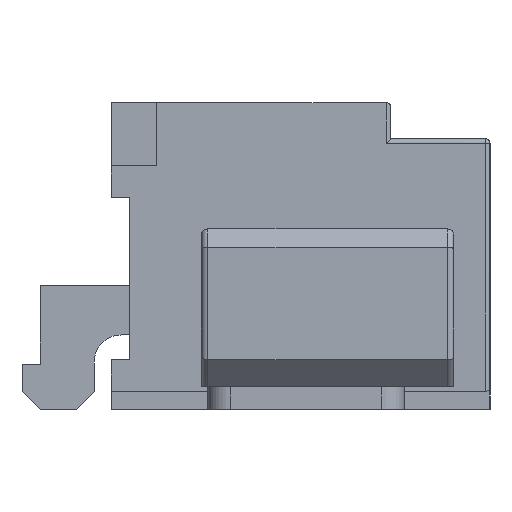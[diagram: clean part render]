
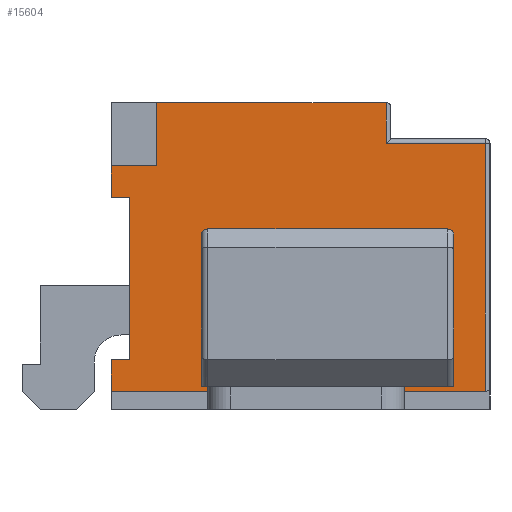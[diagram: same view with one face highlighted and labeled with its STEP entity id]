
A CAD part, left-side view. The second image highlights one B-rep face of the part: STEP entity #15604.
In plain terms, the highlighted planar face has unit normal (-1, 0, 0).
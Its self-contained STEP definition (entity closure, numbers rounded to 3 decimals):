
#4 = EDGE_LOOP ( 'NONE', ( #39764, #29383, #14754, #28097, #7876, #22751, #9597, #24625, #22966, #12024, #12296, #1379 ) ) ;
#94 = LINE ( 'NONE', #24391, #3963 ) ;
#341 = VERTEX_POINT ( 'NONE', #9070 ) ;
#356 = CARTESIAN_POINT ( 'NONE',  ( -10.25, -3.345, 0.2 ) ) ;
#1074 = DIRECTION ( 'NONE',  ( 0., 0., 1. ) ) ;
#1344 = EDGE_CURVE ( 'NONE', #21785, #30637, #23172, .T. ) ;
#1379 = ORIENTED_EDGE ( 'NONE', *, *, #23210, .F. ) ;
#1504 = CARTESIAN_POINT ( 'NONE',  ( -10.25, 0.805, 0.55 ) ) ;
#2602 = VECTOR ( 'NONE', #40303, 1000. ) ;
#2936 = VECTOR ( 'NONE', #1074, 1000. ) ;
#3252 = VECTOR ( 'NONE', #16843, 1000. ) ;
#3833 = VERTEX_POINT ( 'NONE', #17112 ) ;
#3963 = VECTOR ( 'NONE', #37040, 1000. ) ;
#4027 = CARTESIAN_POINT ( 'NONE',  ( -10.25, -3.345, 3.4 ) ) ;
#4218 = LINE ( 'NONE', #25610, #39808 ) ;
#4840 = CARTESIAN_POINT ( 'NONE',  ( -10.25, 0.805, 2.7 ) ) ;
#5163 = VECTOR ( 'NONE', #35110, 1000. ) ;
#5350 = VECTOR ( 'NONE', #34669, 1000. ) ;
#5462 = LINE ( 'NONE', #40043, #2602 ) ;
#5562 = VECTOR ( 'NONE', #5953, 1000. ) ;
#5953 = DIRECTION ( 'NONE',  ( 0., 0., -1. ) ) ;
#6216 = CARTESIAN_POINT ( 'NONE',  ( -10.25, 0.605, 2.35 ) ) ;
#6429 = EDGE_CURVE ( 'NONE', #6532, #21785, #94, .T. ) ;
#6532 = VERTEX_POINT ( 'NONE', #13606 ) ;
#6596 = VERTEX_POINT ( 'NONE', #32012 ) ;
#6963 = EDGE_CURVE ( 'NONE', #14426, #6596, #26307, .T. ) ;
#7381 = PLANE ( 'NONE',  #20822 ) ;
#7531 = DIRECTION ( 'NONE',  ( 1., 0., 0. ) ) ;
#7876 = ORIENTED_EDGE ( 'NONE', *, *, #6963, .T. ) ;
#9049 = LINE ( 'NONE', #25959, #3252 ) ;
#9070 = CARTESIAN_POINT ( 'NONE',  ( -10.25, -2.245, 2.95 ) ) ;
#9271 = DIRECTION ( 'NONE',  ( 0., 1., 0. ) ) ;
#9461 = LINE ( 'NONE', #30974, #16353 ) ;
#9597 = ORIENTED_EDGE ( 'NONE', *, *, #30172, .T. ) ;
#10327 = EDGE_CURVE ( 'NONE', #14426, #30637, #39723, .T. ) ;
#10822 = VERTEX_POINT ( 'NONE', #24387 ) ;
#12024 = ORIENTED_EDGE ( 'NONE', *, *, #27563, .T. ) ;
#12292 = DIRECTION ( 'NONE',  ( 0., 0., 1. ) ) ;
#12296 = ORIENTED_EDGE ( 'NONE', *, *, #39244, .T. ) ;
#13606 = CARTESIAN_POINT ( 'NONE',  ( -10.25, 0.605, 0.55 ) ) ;
#14170 = VERTEX_POINT ( 'NONE', #4840 ) ;
#14426 = VERTEX_POINT ( 'NONE', #356 ) ;
#14754 = ORIENTED_EDGE ( 'NONE', *, *, #1344, .T. ) ;
#15604 = ADVANCED_FACE ( 'NONE', ( #16404 ), #7381, .F. ) ;
#15697 = CARTESIAN_POINT ( 'NONE',  ( -10.25, 0.805, 0.2 ) ) ;
#16353 = VECTOR ( 'NONE', #12292, 1000. ) ;
#16404 = FACE_OUTER_BOUND ( 'NONE', #4, .T. ) ;
#16843 = DIRECTION ( 'NONE',  ( 0., -1., 0. ) ) ;
#17004 = CARTESIAN_POINT ( 'NONE',  ( -10.25, 0.805, 3.4 ) ) ;
#17112 = CARTESIAN_POINT ( 'NONE',  ( -10.25, -2.245, 3.4 ) ) ;
#17786 = DIRECTION ( 'NONE',  ( 0., 0., 1. ) ) ;
#19504 = EDGE_CURVE ( 'NONE', #36112, #20636, #9461, .T. ) ;
#20282 = LINE ( 'NONE', #31578, #5163 ) ;
#20559 = CARTESIAN_POINT ( 'NONE',  ( -10.25, 0.805, 3.4 ) ) ;
#20636 = VERTEX_POINT ( 'NONE', #31414 ) ;
#20822 = AXIS2_PLACEMENT_3D ( 'NONE', #17004, #7531, #29253 ) ;
#21785 = VERTEX_POINT ( 'NONE', #1504 ) ;
#22751 = ORIENTED_EDGE ( 'NONE', *, *, #24293, .T. ) ;
#22966 = ORIENTED_EDGE ( 'NONE', *, *, #19504, .F. ) ;
#23120 = DIRECTION ( 'NONE',  ( 0., 1., 0. ) ) ;
#23172 = LINE ( 'NONE', #37185, #5562 ) ;
#23210 = EDGE_CURVE ( 'NONE', #28752, #10822, #5462, .T. ) ;
#24293 = EDGE_CURVE ( 'NONE', #6596, #341, #33629, .T. ) ;
#24387 = CARTESIAN_POINT ( 'NONE',  ( -10.25, 0.805, 2.35 ) ) ;
#24391 = CARTESIAN_POINT ( 'NONE',  ( -10.25, 0.605, 0.55 ) ) ;
#24615 = VECTOR ( 'NONE', #33497, 1000. ) ;
#24625 = ORIENTED_EDGE ( 'NONE', *, *, #35665, .F. ) ;
#25610 = CARTESIAN_POINT ( 'NONE',  ( -10.25, 0.305, 2.7 ) ) ;
#25829 = CARTESIAN_POINT ( 'NONE',  ( -10.25, 0.805, 2.95 ) ) ;
#25902 = VECTOR ( 'NONE', #17786, 1000. ) ;
#25959 = CARTESIAN_POINT ( 'NONE',  ( -10.25, 0.805, 3.4 ) ) ;
#26085 = VECTOR ( 'NONE', #9271, 1000. ) ;
#26307 = LINE ( 'NONE', #4027, #2936 ) ;
#27503 = EDGE_CURVE ( 'NONE', #6532, #28752, #20282, .T. ) ;
#27563 = EDGE_CURVE ( 'NONE', #36112, #14170, #4218, .T. ) ;
#28097 = ORIENTED_EDGE ( 'NONE', *, *, #10327, .F. ) ;
#28752 = VERTEX_POINT ( 'NONE', #6216 ) ;
#29253 = DIRECTION ( 'NONE',  ( 0., 1., 0. ) ) ;
#29383 = ORIENTED_EDGE ( 'NONE', *, *, #6429, .T. ) ;
#30172 = EDGE_CURVE ( 'NONE', #341, #3833, #38095, .T. ) ;
#30637 = VERTEX_POINT ( 'NONE', #35857 ) ;
#30974 = CARTESIAN_POINT ( 'NONE',  ( -10.25, 0.305, 2.7 ) ) ;
#31414 = CARTESIAN_POINT ( 'NONE',  ( -10.25, 0.305, 3.4 ) ) ;
#31578 = CARTESIAN_POINT ( 'NONE',  ( -10.25, 0.605, 0.55 ) ) ;
#32012 = CARTESIAN_POINT ( 'NONE',  ( -10.25, -3.345, 2.95 ) ) ;
#32901 = LINE ( 'NONE', #20559, #24615 ) ;
#33497 = DIRECTION ( 'NONE',  ( 0., 0., -1. ) ) ;
#33629 = LINE ( 'NONE', #25829, #5350 ) ;
#34669 = DIRECTION ( 'NONE',  ( 0., 1., 0. ) ) ;
#35031 = CARTESIAN_POINT ( 'NONE',  ( -10.25, 0.305, 2.7 ) ) ;
#35110 = DIRECTION ( 'NONE',  ( 0., 0., 1. ) ) ;
#35665 = EDGE_CURVE ( 'NONE', #20636, #3833, #9049, .T. ) ;
#35857 = CARTESIAN_POINT ( 'NONE',  ( -10.25, 0.805, 0.2 ) ) ;
#36112 = VERTEX_POINT ( 'NONE', #35031 ) ;
#36305 = CARTESIAN_POINT ( 'NONE',  ( -10.25, -2.245, 3.4 ) ) ;
#37040 = DIRECTION ( 'NONE',  ( 0., 1., 0. ) ) ;
#37185 = CARTESIAN_POINT ( 'NONE',  ( -10.25, 0.805, 3.4 ) ) ;
#38095 = LINE ( 'NONE', #36305, #25902 ) ;
#39244 = EDGE_CURVE ( 'NONE', #14170, #10822, #32901, .T. ) ;
#39723 = LINE ( 'NONE', #15697, #26085 ) ;
#39764 = ORIENTED_EDGE ( 'NONE', *, *, #27503, .F. ) ;
#39808 = VECTOR ( 'NONE', #23120, 1000. ) ;
#40043 = CARTESIAN_POINT ( 'NONE',  ( -10.25, 0.605, 2.35 ) ) ;
#40303 = DIRECTION ( 'NONE',  ( 0., 1., 0. ) ) ;
